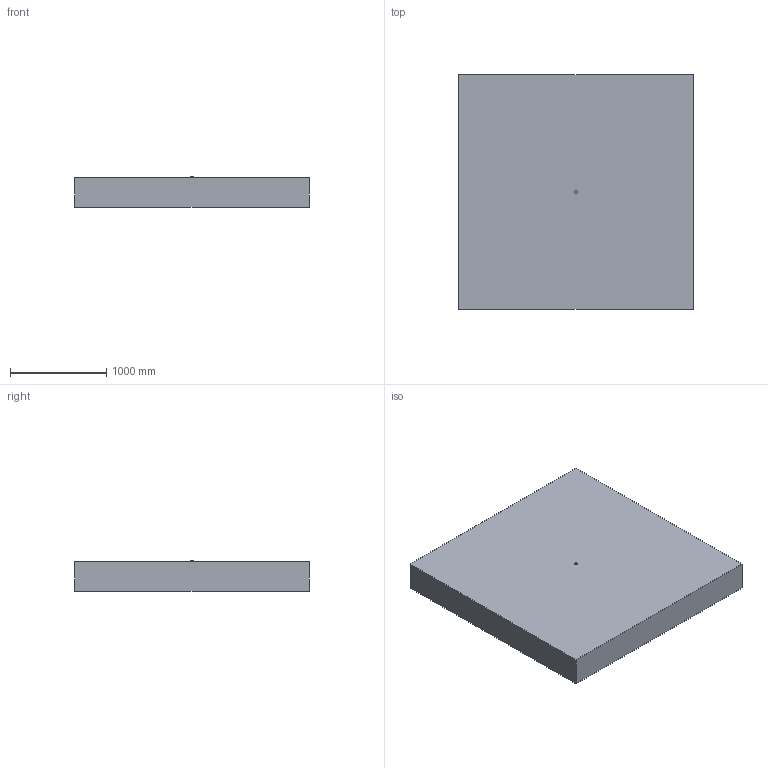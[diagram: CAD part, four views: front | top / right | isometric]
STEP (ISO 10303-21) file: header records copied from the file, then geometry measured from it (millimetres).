
FILE_DESCRIPTION(/* description */ (''),/* implementation_level */ '2;1');
FILE_NAME(/* name */ 'Plumbing_Joints_Aignep_Flange-Kit-90019-3DView-Preview',/* time_stamp */ '2025-08-20T22:11:03+03:00',/* author */ (''),/* organization */ (''),/* preprocessor_version */ 'ST-DEVELOPER v20',/* originating_system */ '',/* authorisation */ '');
FILE_SCHEMA (('AP242_MANAGED_MODEL_BASED_3D_ENGINEERING_MIM_LF { 1 0 10303 442 1 1 4 }'));
Length unit declared in the file: millimetre
Products named in the file (7): TopLevelAssembly; Extrusion; Extrusion_1; Extrusion_2; Extrusion_3; Model Lines; Extrusion_4
Assembly tree (6 placements, depth 2):
  TopLevelAssembly
    Extrusion
    Extrusion_1
    Extrusion_2
    Extrusion_3
    Model Lines
    Extrusion_4
Bounding box: 2438.4 x 2438.4 x 314.8 mm (x, y, z)
Volume: 1812302193.1 mm3; surface area: 14874115.5 mm2
Topology: 5 solids, 5 shells, 32 faces, 67 edges, 46 vertices
Faces by surface type: plane 26, cylinder 6
Entity records: 1027 total; most frequent: DIRECTION 169, CARTESIAN_POINT 158, ORIENTED_EDGE 132, EDGE_CURVE 66, AXIS2_PLACEMENT_3D 57, LINE 55, VECTOR 55, VERTEX_POINT 44
